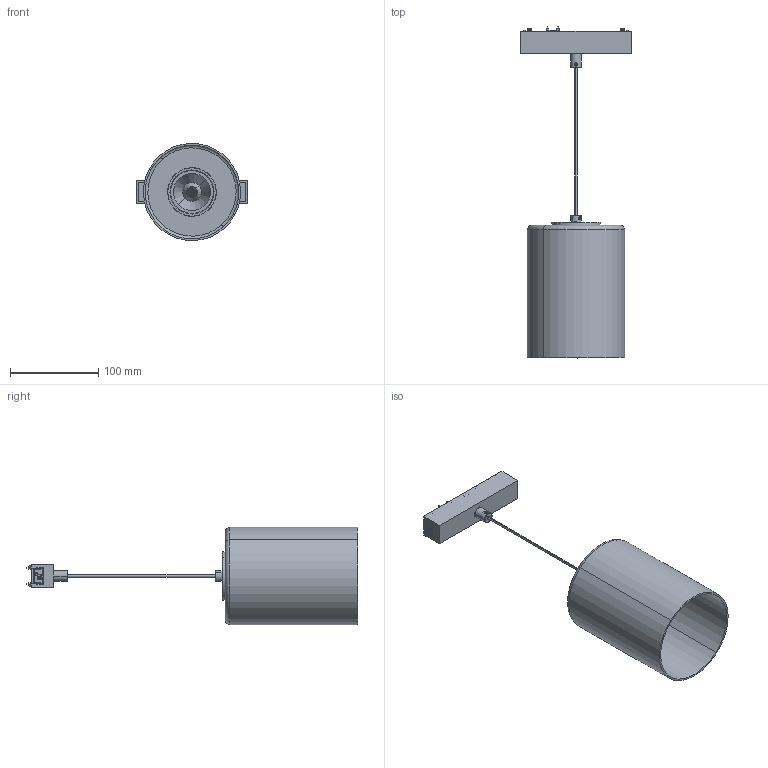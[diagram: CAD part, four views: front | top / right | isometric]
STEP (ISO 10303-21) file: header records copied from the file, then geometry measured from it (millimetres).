
FILE_DESCRIPTION (( 'STEP AP203' ), '1' );
FILE_NAME ('S-SU-26-6W-H2.STEP', '2023-05-10T09:10:13', ( 'ylmfeng' ), ( 'ylmfeng.com' ), 'SwSTEP 2.0', 'SolidWorks 2018', '' );
FILE_SCHEMA (( 'CONFIG_CONTROL_DESIGN' ));
Length unit declared in the file: millimetre
Products named in the file (19): ET26-棠柲寢耋芛; 206-H1-腑极; ㄗ18.4ㄘ耳16X耳10.2X1.1mm滅唅縐え; 1B000414 206-A1-綴裔踡嘐璃; 206-H1翋极腑; 光源：LEDTEEN 1202; 埴芛坋趼蹟佪M3X6; 206-H2產薛腑欶; 光源支架：LL01CRWF15H2; S-SU-26-6W-H2; 206-H1-嘐盄翐; et26-棠柲寢耋芛; 20X16X3.0mm棠沺; 0.3mm2晤眽盄(OD2.52); 耳13.5X耳10X0.3 疏檢貌侗; 206-H1-綴裔; 无头内六角螺丝带胶头 M4X5; LL01CR-DAH15L06; M10X11.8埴芛祅晚挴奪
Assembly tree (20 placements, depth 3):
  S-SU-26-6W-H2
    ET26-棠柲寢耋芛
      et26-棠柲寢耋芛
      20X16X3.0mm棠沺
      M10X11.8埴芛祅晚挴奪
      ㄗ18.4ㄘ耳16X耳10.2X1.1mm滅唅縐え
      耳13.5X耳10X0.3 疏檢貌侗
    1B000414 206-A1-綴裔踡嘐璃
    无头内六角螺丝带胶头 M4X5
    0.3mm2晤眽盄(OD2.52)
    206-H1翋极腑
      206-H2產薛腑欶
      206-H1-綴裔
      206-H1-腑极
      206-H1-嘐盄翐
      无头内六角螺丝带胶头 M4X5
      光源：LEDTEEN 1202
      光源支架：LL01CRWF15H2
      LL01CR-DAH15L06
      埴芛坋趼蹟佪M3X6  x2
Bounding box: 125 x 375.6 x 109.94 mm (x, y, z)
Volume: 174346.4 mm3; surface area: 191140.4 mm2
Topology: 17 solids, 29 shells, 1961 faces, 5311 edges, 3488 vertices
Faces by surface type: plane 990, cylinder 442, bspline 334, cone 171, torus 24
Entity records: 78106 total; most frequent: CARTESIAN_POINT 29784, ORIENTED_EDGE 10398, DIRECTION 8495, EDGE_CURVE 5205, VERTEX_POINT 3430, VECTOR 2947, LINE 2947, AXIS2_PLACEMENT_3D 2774
